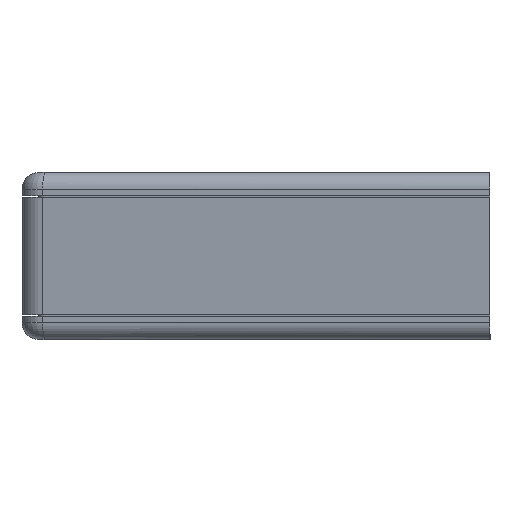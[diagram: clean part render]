
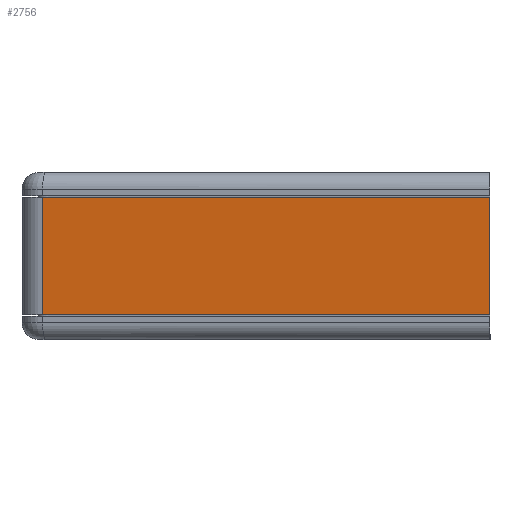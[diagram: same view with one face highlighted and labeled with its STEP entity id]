
A CAD part, left-side view. The second image highlights one B-rep face of the part: STEP entity #2756.
In plain terms, the highlighted planar face has unit normal (-0.984, 0.176, 0).
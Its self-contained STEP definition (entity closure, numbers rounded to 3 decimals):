
#41 = CARTESIAN_POINT ( 'NONE',  ( -95., -28., 3.5 ) ) ;
#148 = DIRECTION ( 'NONE',  ( 0., 0., -1. ) ) ;
#166 = DIRECTION ( 'NONE',  ( 0., 0., -1. ) ) ;
#177 = VERTEX_POINT ( 'NONE', #1749 ) ;
#596 = EDGE_CURVE ( 'NONE', #1997, #2714, #1688, .T. ) ;
#618 = DIRECTION ( 'NONE',  ( 0.176, 0.984, 0. ) ) ;
#623 = CARTESIAN_POINT ( 'NONE',  ( -95., -28., 5. ) ) ;
#766 = ORIENTED_EDGE ( 'NONE', *, *, #1154, .T. ) ;
#777 = CARTESIAN_POINT ( 'NONE',  ( -95.179, -29., -3.5 ) ) ;
#1029 = VECTOR ( 'NONE', #2070, 1000. ) ;
#1087 = VECTOR ( 'NONE', #166, 1000. ) ;
#1154 = EDGE_CURVE ( 'NONE', #2714, #177, #2555, .T. ) ;
#1212 = LINE ( 'NONE', #777, #1029 ) ;
#1436 = ORIENTED_EDGE ( 'NONE', *, *, #1821, .F. ) ;
#1480 = CARTESIAN_POINT ( 'NONE',  ( -90.221, -1.236, 5. ) ) ;
#1494 = PLANE ( 'NONE',  #1820 ) ;
#1592 = VECTOR ( 'NONE', #618, 1000. ) ;
#1655 = FACE_OUTER_BOUND ( 'NONE', #1842, .T. ) ;
#1688 = LINE ( 'NONE', #2569, #1592 ) ;
#1692 = CARTESIAN_POINT ( 'NONE',  ( -90.221, -1.236, 3.5 ) ) ;
#1749 = CARTESIAN_POINT ( 'NONE',  ( -90.221, -1.236, -3.5 ) ) ;
#1820 = AXIS2_PLACEMENT_3D ( 'NONE', #1480, #1897, #2769 ) ;
#1821 = EDGE_CURVE ( 'NONE', #1858, #177, #1212, .T. ) ;
#1842 = EDGE_LOOP ( 'NONE', ( #766, #1436, #2527, #2064 ) ) ;
#1858 = VERTEX_POINT ( 'NONE', #2695 ) ;
#1897 = DIRECTION ( 'NONE',  ( 0.984, -0.176, 0. ) ) ;
#1997 = VERTEX_POINT ( 'NONE', #41 ) ;
#2064 = ORIENTED_EDGE ( 'NONE', *, *, #596, .T. ) ;
#2070 = DIRECTION ( 'NONE',  ( 0.176, 0.984, 0. ) ) ;
#2123 = CARTESIAN_POINT ( 'NONE',  ( -90.221, -1.236, 5. ) ) ;
#2336 = VECTOR ( 'NONE', #148, 1000. ) ;
#2360 = LINE ( 'NONE', #623, #1087 ) ;
#2527 = ORIENTED_EDGE ( 'NONE', *, *, #2739, .F. ) ;
#2555 = LINE ( 'NONE', #2123, #2336 ) ;
#2569 = CARTESIAN_POINT ( 'NONE',  ( -95.179, -29., 3.5 ) ) ;
#2695 = CARTESIAN_POINT ( 'NONE',  ( -95., -28., -3.5 ) ) ;
#2714 = VERTEX_POINT ( 'NONE', #1692 ) ;
#2739 = EDGE_CURVE ( 'NONE', #1997, #1858, #2360, .T. ) ;
#2756 = ADVANCED_FACE ( 'NONE', ( #1655 ), #1494, .F. ) ;
#2769 = DIRECTION ( 'NONE',  ( 0.176, 0.984, 0. ) ) ;
